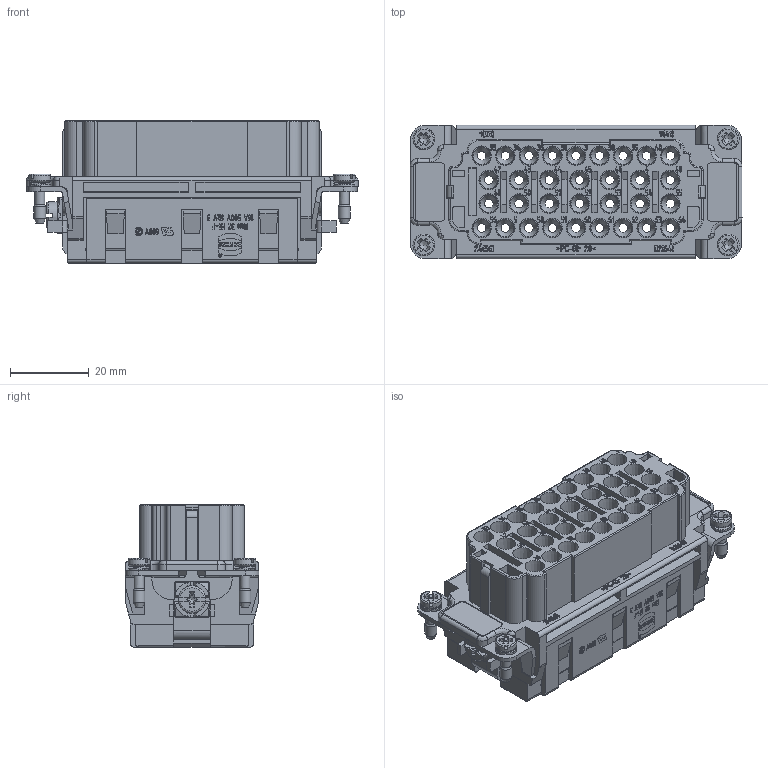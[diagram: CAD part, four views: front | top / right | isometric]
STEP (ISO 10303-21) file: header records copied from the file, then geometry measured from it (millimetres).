
FILE_DESCRIPTION(/* description */ (''),/* implementation_level */ '2;1');
FILE_NAME(/* name */ '100732247ugm000_a.stp',/* time_stamp */ '2017-11-02T07:49:45+01:00',/* author */ (''),/* organization */ (''),/* preprocessor_version */ 'ST-DEVELOPER v16',/* originating_system */ 'SIEMENS PLM Software NX 10.0',/* authorisation */ '');
FILE_SCHEMA (('AUTOMOTIVE_DESIGN { 1 0 10303 214 3 1 1 1 }'));
Products named in the file (1): 100732247ugm000_a
Bounding box: 84.5 x 34 x 36.25 mm (x, y, z)
Volume: 41592.6 mm3; surface area: 45230.9 mm2
Topology: 1 solids, 6 shells, 2229 faces, 12446 edges, 14120 vertices
Faces by surface type: plane 1339, cylinder 453, cone 196, bspline 142, extrusion 79, sphere 12, torus 8
Full cylindrical faces by diameter (mm): 1.47 x4, 1.7 x4, 2.438 x2, 2.5 x10, 3 x4, 3.242 x1, 3.5 x1, 3.7 x1, 4 x1, 4.5 x2, 4.8 x32, 5.5 x4, 7 x1
Entity records: 151352 total; most frequent: CARTESIAN_POINT 43980, ORIENTED_EDGE 17264, DIRECTION 12381, EDGE_CURVE 8632, VERTEX_POINT 6915, PRESENTATION_STYLE_ASSIGNMENT 5809, B_SPLINE_CURVE_WITH_KNOTS 5339, VECTOR 5293
